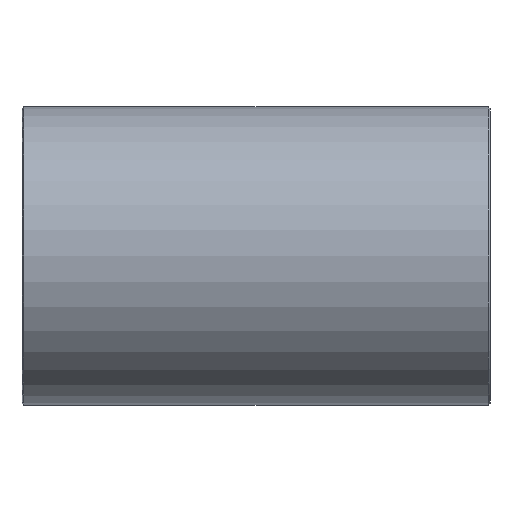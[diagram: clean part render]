
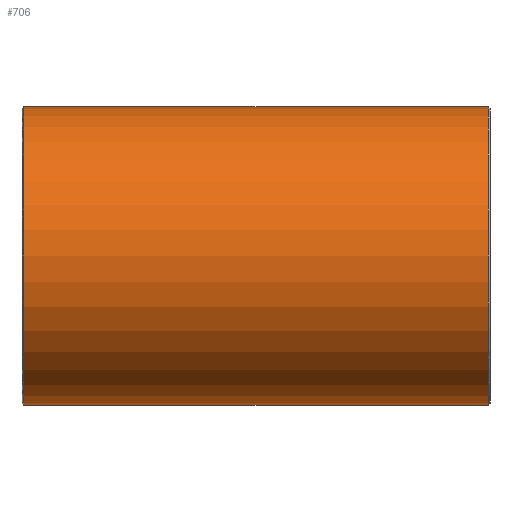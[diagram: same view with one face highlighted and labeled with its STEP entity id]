
A CAD part, front view. The second image highlights one B-rep face of the part: STEP entity #706.
In plain terms, the highlighted cylindrical face has radius 161.925 mm (diameter 323.85 mm), a partial arc.
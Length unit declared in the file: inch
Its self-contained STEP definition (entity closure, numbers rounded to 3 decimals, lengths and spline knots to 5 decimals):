
#5 = CYLINDRICAL_SURFACE ( 'NONE', #498, 6.375 ) ;
#31 = VERTEX_POINT ( 'NONE', #313 ) ;
#68 = VECTOR ( 'NONE', #616, 39.37008 ) ;
#100 = DIRECTION ( 'NONE',  ( -1., 0., 0. ) ) ;
#113 = AXIS2_PLACEMENT_3D ( 'NONE', #836, #220, #633 ) ;
#120 = EDGE_CURVE ( 'NONE', #631, #31, #800, .T. ) ;
#195 = LINE ( 'NONE', #403, #68 ) ;
#200 = DIRECTION ( 'NONE',  ( -1., 0., 0. ) ) ;
#215 = EDGE_LOOP ( 'NONE', ( #364, #286, #648, #556 ) ) ;
#220 = DIRECTION ( 'NONE',  ( 1., 0., 0. ) ) ;
#272 = EDGE_CURVE ( 'NONE', #631, #762, #360, .T. ) ;
#274 = DIRECTION ( 'NONE',  ( 0., 0., 1. ) ) ;
#281 = VERTEX_POINT ( 'NONE', #562 ) ;
#286 = ORIENTED_EDGE ( 'NONE', *, *, #120, .T. ) ;
#313 = CARTESIAN_POINT ( 'NONE',  ( 9.91667, 0., 6.375 ) ) ;
#315 = EDGE_CURVE ( 'NONE', #281, #762, #484, .T. ) ;
#360 = LINE ( 'NONE', #709, #599 ) ;
#364 = ORIENTED_EDGE ( 'NONE', *, *, #272, .F. ) ;
#372 = DIRECTION ( 'NONE',  ( -1., 0., 0. ) ) ;
#377 = DIRECTION ( 'NONE',  ( 0., 0., -1. ) ) ;
#403 = CARTESIAN_POINT ( 'NONE',  ( 10., 0., 6.375 ) ) ;
#472 = CARTESIAN_POINT ( 'NONE',  ( 10., 0., 0. ) ) ;
#484 = CIRCLE ( 'NONE', #113, 6.375 ) ;
#498 = AXIS2_PLACEMENT_3D ( 'NONE', #472, #200, #274 ) ;
#547 = CARTESIAN_POINT ( 'NONE',  ( -9.91667, 0., -6.375 ) ) ;
#556 = ORIENTED_EDGE ( 'NONE', *, *, #315, .T. ) ;
#562 = CARTESIAN_POINT ( 'NONE',  ( -9.91667, 0., 6.375 ) ) ;
#599 = VECTOR ( 'NONE', #372, 39.37008 ) ;
#616 = DIRECTION ( 'NONE',  ( -1., 0., 0. ) ) ;
#631 = VERTEX_POINT ( 'NONE', #847 ) ;
#633 = DIRECTION ( 'NONE',  ( 0., 0., 1. ) ) ;
#648 = ORIENTED_EDGE ( 'NONE', *, *, #826, .T. ) ;
#672 = FACE_OUTER_BOUND ( 'NONE', #215, .T. ) ;
#706 = ADVANCED_FACE ( 'NONE', ( #672 ), #5, .T. ) ;
#709 = CARTESIAN_POINT ( 'NONE',  ( 10., 0., -6.375 ) ) ;
#712 = CARTESIAN_POINT ( 'NONE',  ( 9.91667, 0., 0. ) ) ;
#762 = VERTEX_POINT ( 'NONE', #547 ) ;
#800 = CIRCLE ( 'NONE', #871, 6.375 ) ;
#826 = EDGE_CURVE ( 'NONE', #31, #281, #195, .T. ) ;
#836 = CARTESIAN_POINT ( 'NONE',  ( -9.91667, 0., 0. ) ) ;
#847 = CARTESIAN_POINT ( 'NONE',  ( 9.91667, 0., -6.375 ) ) ;
#871 = AXIS2_PLACEMENT_3D ( 'NONE', #712, #100, #377 ) ;
